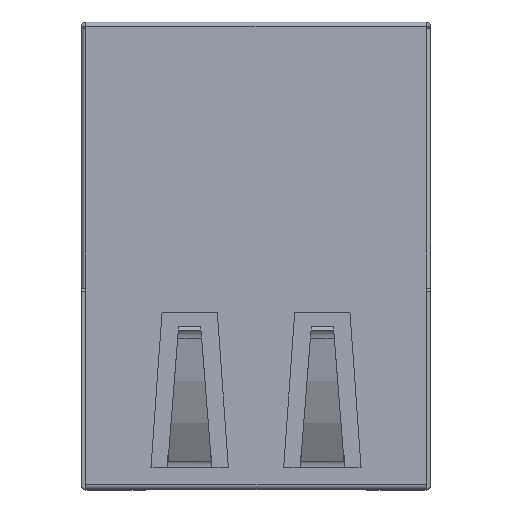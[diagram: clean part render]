
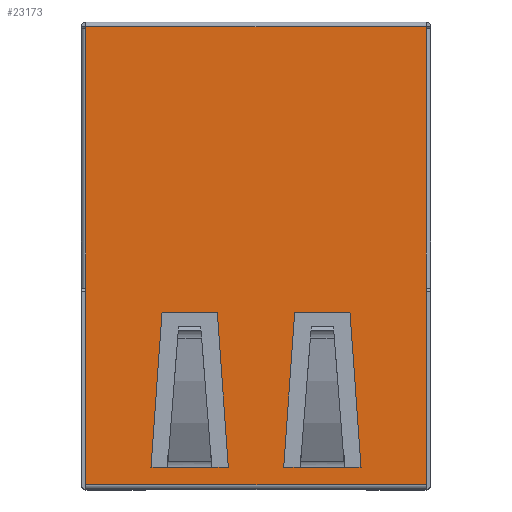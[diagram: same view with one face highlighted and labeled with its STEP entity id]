
A CAD part, top view. The second image highlights one B-rep face of the part: STEP entity #23173.
In plain terms, the highlighted planar face has unit normal (0, 0, 1).
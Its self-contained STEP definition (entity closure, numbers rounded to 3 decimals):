
#2108=ORIENTED_EDGE('',*,*,#6292,.F.);
#2109=ORIENTED_EDGE('',*,*,#6296,.F.);
#2110=ORIENTED_EDGE('',*,*,#6287,.F.);
#2111=ORIENTED_EDGE('',*,*,#6291,.F.);
#2112=ORIENTED_EDGE('',*,*,#6428,.F.);
#2113=ORIENTED_EDGE('',*,*,#6175,.T.);
#2114=ORIENTED_EDGE('',*,*,#6429,.F.);
#2115=ORIENTED_EDGE('',*,*,#6430,.F.);
#2116=ORIENTED_EDGE('',*,*,#6431,.F.);
#2117=ORIENTED_EDGE('',*,*,#6432,.F.);
#2118=ORIENTED_EDGE('',*,*,#6433,.F.);
#2119=ORIENTED_EDGE('',*,*,#6434,.F.);
#2120=ORIENTED_EDGE('',*,*,#6435,.T.);
#2121=ORIENTED_EDGE('',*,*,#6436,.F.);
#2122=ORIENTED_EDGE('',*,*,#6437,.T.);
#2123=ORIENTED_EDGE('',*,*,#5488,.T.);
#2124=ORIENTED_EDGE('',*,*,#6438,.T.);
#2125=ORIENTED_EDGE('',*,*,#6425,.T.);
#2126=ORIENTED_EDGE('',*,*,#6410,.T.);
#2127=ORIENTED_EDGE('',*,*,#5631,.F.);
#2128=ORIENTED_EDGE('',*,*,#6316,.F.);
#2129=ORIENTED_EDGE('',*,*,#6335,.F.);
#2130=ORIENTED_EDGE('',*,*,#6439,.T.);
#2131=ORIENTED_EDGE('',*,*,#6440,.F.);
#2132=ORIENTED_EDGE('',*,*,#6441,.T.);
#2133=ORIENTED_EDGE('',*,*,#6442,.F.);
#5488=EDGE_CURVE('',#7990,#7989,#9627,.T.);
#5631=EDGE_CURVE('',#8113,#8114,#9770,.T.);
#6175=EDGE_CURVE('',#8469,#8481,#10261,.T.);
#6287=EDGE_CURVE('',#8551,#8552,#10357,.T.);
#6291=EDGE_CURVE('',#8554,#8551,#10361,.T.);
#6292=EDGE_CURVE('',#8555,#8481,#10362,.T.);
#6296=EDGE_CURVE('',#8552,#8555,#10366,.T.);
#6316=EDGE_CURVE('',#8569,#8113,#10383,.T.);
#6335=EDGE_CURVE('',#8565,#8569,#10398,.T.);
#6410=EDGE_CURVE('',#8623,#8114,#10458,.T.);
#6425=EDGE_CURVE('',#8630,#8623,#10471,.T.);
#6428=EDGE_CURVE('',#8469,#8554,#10472,.T.);
#6429=EDGE_CURVE('',#8631,#8632,#10473,.T.);
#6430=EDGE_CURVE('',#8633,#8631,#10474,.T.);
#6431=EDGE_CURVE('',#8634,#8633,#10475,.T.);
#6432=EDGE_CURVE('',#8635,#8634,#10476,.T.);
#6433=EDGE_CURVE('',#8636,#8635,#10477,.T.);
#6434=EDGE_CURVE('',#8632,#8636,#10478,.T.);
#6435=EDGE_CURVE('',#8637,#8638,#10479,.T.);
#6436=EDGE_CURVE('',#8639,#8638,#10480,.T.);
#6437=EDGE_CURVE('',#8639,#7990,#10481,.T.);
#6438=EDGE_CURVE('',#7989,#8630,#10482,.T.);
#6439=EDGE_CURVE('',#8565,#8568,#10483,.T.);
#6440=EDGE_CURVE('',#8640,#8568,#10484,.T.);
#6441=EDGE_CURVE('',#8640,#8641,#10485,.T.);
#6442=EDGE_CURVE('',#8637,#8641,#10486,.T.);
#7989=VERTEX_POINT('',#29318);
#7990=VERTEX_POINT('',#29320);
#8113=VERTEX_POINT('',#29602);
#8114=VERTEX_POINT('',#29604);
#8469=VERTEX_POINT('',#30694);
#8481=VERTEX_POINT('',#30721);
#8551=VERTEX_POINT('',#30953);
#8552=VERTEX_POINT('',#30955);
#8554=VERTEX_POINT('',#30961);
#8555=VERTEX_POINT('',#30965);
#8565=VERTEX_POINT('',#30998);
#8568=VERTEX_POINT('',#31006);
#8569=VERTEX_POINT('',#31010);
#8623=VERTEX_POINT('',#31195);
#8630=VERTEX_POINT('',#31221);
#8631=VERTEX_POINT('',#31227);
#8632=VERTEX_POINT('',#31228);
#8633=VERTEX_POINT('',#31230);
#8634=VERTEX_POINT('',#31232);
#8635=VERTEX_POINT('',#31234);
#8636=VERTEX_POINT('',#31236);
#8637=VERTEX_POINT('',#31239);
#8638=VERTEX_POINT('',#31240);
#8639=VERTEX_POINT('',#31242);
#8640=VERTEX_POINT('',#31247);
#8641=VERTEX_POINT('',#31249);
#9627=LINE('',#29319,#11914);
#9770=LINE('',#29603,#12057);
#10261=LINE('',#30729,#12548);
#10357=LINE('',#30954,#12644);
#10361=LINE('',#30962,#12648);
#10362=LINE('',#30964,#12649);
#10366=LINE('',#30971,#12653);
#10383=LINE('',#31011,#12670);
#10398=LINE('',#31050,#12685);
#10458=LINE('',#31194,#12745);
#10471=LINE('',#31220,#12758);
#10472=LINE('',#31225,#12759);
#10473=LINE('',#31226,#12760);
#10474=LINE('',#31229,#12761);
#10475=LINE('',#31231,#12762);
#10476=LINE('',#31233,#12763);
#10477=LINE('',#31235,#12764);
#10478=LINE('',#31237,#12765);
#10479=LINE('',#31238,#12766);
#10480=LINE('',#31241,#12767);
#10481=LINE('',#31243,#12768);
#10482=LINE('',#31244,#12769);
#10483=LINE('',#31245,#12770);
#10484=LINE('',#31246,#12771);
#10485=LINE('',#31248,#12772);
#10486=LINE('',#31250,#12773);
#11914=VECTOR('',#24927,1000.);
#12057=VECTOR('',#25104,1000.);
#12548=VECTOR('',#25985,1000.);
#12644=VECTOR('',#26199,1000.);
#12648=VECTOR('',#26205,1000.);
#12649=VECTOR('',#26208,1000.);
#12653=VECTOR('',#26214,1000.);
#12670=VECTOR('',#26251,1000.);
#12685=VECTOR('',#26290,1000.);
#12745=VECTOR('',#26436,1000.);
#12758=VECTOR('',#26461,1000.);
#12759=VECTOR('',#26468,1000.);
#12760=VECTOR('',#26469,1000.);
#12761=VECTOR('',#26470,1000.);
#12762=VECTOR('',#26471,1000.);
#12763=VECTOR('',#26472,1000.);
#12764=VECTOR('',#26473,1000.);
#12765=VECTOR('',#26474,1000.);
#12766=VECTOR('',#26475,1000.);
#12767=VECTOR('',#26476,1000.);
#12768=VECTOR('',#26477,1000.);
#12769=VECTOR('',#26478,1000.);
#12770=VECTOR('',#26479,1000.);
#12771=VECTOR('',#26480,1000.);
#12772=VECTOR('',#26481,1000.);
#12773=VECTOR('',#26482,1000.);
#14402=EDGE_LOOP('',(#2108,#2109,#2110,#2111,#2112,#2113));
#14403=EDGE_LOOP('',(#2114,#2115,#2116,#2117,#2118,#2119));
#14404=EDGE_LOOP('',(#2120,#2121,#2122,#2123,#2124,#2125,#2126,#2127,#2128,
#2129,#2130,#2131,#2132,#2133));
#15329=FACE_BOUND('',#14402,.T.);
#15330=FACE_BOUND('',#14403,.T.);
#15331=FACE_BOUND('',#14404,.T.);
#16208=PLANE('',#24156);
#23173=ADVANCED_FACE('',(#15329,#15330,#15331),#16208,.F.);
#24156=AXIS2_PLACEMENT_3D('',#31224,#26466,#26467);
#24927=DIRECTION('',(0.,1.,0.));
#25104=DIRECTION('',(0.,1.,0.));
#25985=DIRECTION('',(1.,0.,0.));
#26199=DIRECTION('',(1.,0.,0.));
#26205=DIRECTION('',(0.071,-0.997,0.));
#26208=DIRECTION('',(-1.,0.,0.));
#26214=DIRECTION('',(0.071,0.997,0.));
#26251=DIRECTION('',(-1.,0.,0.));
#26290=DIRECTION('',(0.,1.,0.));
#26436=DIRECTION('',(-1.,0.,0.));
#26461=DIRECTION('',(-1.,0.,0.));
#26466=DIRECTION('',(0.,0.,-1.));
#26467=DIRECTION('',(0.,1.,0.));
#26468=DIRECTION('',(-1.,0.,0.));
#26469=DIRECTION('',(0.071,-0.997,0.));
#26470=DIRECTION('',(-1.,0.,0.));
#26471=DIRECTION('',(-1.,0.,0.));
#26472=DIRECTION('',(-1.,0.,0.));
#26473=DIRECTION('',(0.071,0.997,0.));
#26474=DIRECTION('',(1.,0.,0.));
#26475=DIRECTION('',(0.,1.,0.));
#26476=DIRECTION('',(0.,-1.,0.));
#26477=DIRECTION('',(1.,0.,0.));
#26478=DIRECTION('',(-1.,0.,0.));
#26479=DIRECTION('',(0.,-1.,0.));
#26480=DIRECTION('',(0.,1.,0.));
#26481=DIRECTION('',(1.,0.,0.));
#26482=DIRECTION('',(0.,-1.,0.));
#29318=CARTESIAN_POINT('',(7.715,18.015,7.45));
#29319=CARTESIAN_POINT('',(7.715,18.025,7.45));
#29320=CARTESIAN_POINT('',(7.715,10.115,7.45));
#29602=CARTESIAN_POINT('',(-7.685,10.115,7.45));
#29603=CARTESIAN_POINT('',(-7.685,18.025,7.45));
#29604=CARTESIAN_POINT('',(-7.685,18.015,7.45));
#30694=CARTESIAN_POINT('',(2.015,17.225,7.45));
#30721=CARTESIAN_POINT('',(4.015,17.225,7.45));
#30729=CARTESIAN_POINT('',(2.015,17.225,7.45));
#30953=CARTESIAN_POINT('',(1.765,10.225,7.45));
#30954=CARTESIAN_POINT('',(1.765,10.225,7.45));
#30955=CARTESIAN_POINT('',(4.265,10.225,7.45));
#30961=CARTESIAN_POINT('',(1.265,17.225,7.45));
#30962=CARTESIAN_POINT('',(1.265,17.225,7.45));
#30964=CARTESIAN_POINT('',(4.765,17.225,7.45));
#30965=CARTESIAN_POINT('',(4.765,17.225,7.45));
#30971=CARTESIAN_POINT('',(4.265,10.225,7.45));
#30998=CARTESIAN_POINT('',(-7.675,9.115,7.45));
#31006=CARTESIAN_POINT('',(-7.675,-2.605,7.45));
#31010=CARTESIAN_POINT('',(-7.675,10.115,7.45));
#31011=CARTESIAN_POINT('',(-7.685,10.115,7.45));
#31050=CARTESIAN_POINT('',(-7.675,10.115,7.45));
#31194=CARTESIAN_POINT('',(7.715,18.015,7.45));
#31195=CARTESIAN_POINT('',(-7.675,18.015,7.45));
#31220=CARTESIAN_POINT('',(7.715,18.015,7.45));
#31221=CARTESIAN_POINT('',(7.705,18.015,7.45));
#31224=CARTESIAN_POINT('',(7.715,18.025,7.45));
#31225=CARTESIAN_POINT('',(4.765,17.225,7.45));
#31226=CARTESIAN_POINT('',(-4.735,17.225,7.45));
#31227=CARTESIAN_POINT('',(-4.735,17.225,7.45));
#31228=CARTESIAN_POINT('',(-4.235,10.225,7.45));
#31229=CARTESIAN_POINT('',(-1.235,17.225,7.45));
#31230=CARTESIAN_POINT('',(-3.985,17.225,7.45));
#31231=CARTESIAN_POINT('',(-1.985,17.225,7.45));
#31232=CARTESIAN_POINT('',(-1.985,17.225,7.45));
#31233=CARTESIAN_POINT('',(-1.235,17.225,7.45));
#31234=CARTESIAN_POINT('',(-1.235,17.225,7.45));
#31235=CARTESIAN_POINT('',(-1.735,10.225,7.45));
#31236=CARTESIAN_POINT('',(-1.735,10.225,7.45));
#31237=CARTESIAN_POINT('',(-4.235,10.225,7.45));
#31238=CARTESIAN_POINT('',(7.705,-2.605,7.45));
#31239=CARTESIAN_POINT('',(7.705,-2.605,7.45));
#31240=CARTESIAN_POINT('',(7.705,9.115,7.45));
#31241=CARTESIAN_POINT('',(7.705,-3.605,7.45));
#31242=CARTESIAN_POINT('',(7.705,10.115,7.45));
#31243=CARTESIAN_POINT('',(7.715,10.115,7.45));
#31244=CARTESIAN_POINT('',(7.715,18.015,7.45));
#31245=CARTESIAN_POINT('',(-7.675,9.115,7.45));
#31246=CARTESIAN_POINT('',(-7.675,10.115,7.45));
#31247=CARTESIAN_POINT('',(-7.675,-2.705,7.45));
#31248=CARTESIAN_POINT('',(7.715,-2.705,7.45));
#31249=CARTESIAN_POINT('',(7.705,-2.705,7.45));
#31250=CARTESIAN_POINT('',(7.705,-3.605,7.45));
